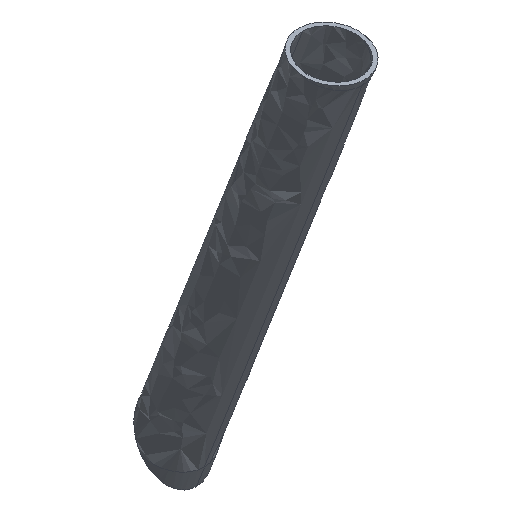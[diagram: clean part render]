
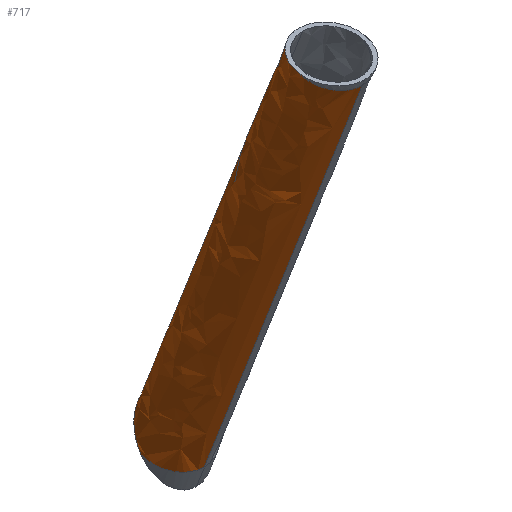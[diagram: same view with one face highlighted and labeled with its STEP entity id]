
A CAD part, isometric view. The second image highlights one B-rep face of the part: STEP entity #717.
In plain terms, the highlighted free-form (B-spline) face has degree [5, 4] with [6, 5] control points.
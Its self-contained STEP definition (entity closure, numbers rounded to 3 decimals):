
#57=CARTESIAN_POINT('Axis2P3D Location',(-2165.,-297.,140.48)) ;
#61=CARTESIAN_POINT('Vertex',(-2165.,-308.664,135.985)) ;
#63=CARTESIAN_POINT('Vertex',(-2177.5,-297.,140.48)) ;
#134=CARTESIAN_POINT('Vertex',(-2165.,-284.453,142.684)) ;
#138=CARTESIAN_POINT('Control Point',(-2165.,-284.453,142.684)) ;
#139=CARTESIAN_POINT('Control Point',(-2166.115,-284.453,142.684)) ;
#140=CARTESIAN_POINT('Control Point',(-2167.244,-284.578,142.662)) ;
#141=CARTESIAN_POINT('Control Point',(-2168.367,-284.834,142.617)) ;
#142=CARTESIAN_POINT('Control Point',(-2170.527,-285.6,142.483)) ;
#143=CARTESIAN_POINT('Control Point',(-2172.484,-286.852,142.263)) ;
#144=CARTESIAN_POINT('Control Point',(-2173.381,-287.584,142.134)) ;
#145=CARTESIAN_POINT('Control Point',(-2174.993,-289.244,141.843)) ;
#146=CARTESIAN_POINT('Control Point',(-2176.194,-291.237,141.492)) ;
#147=CARTESIAN_POINT('Control Point',(-2176.676,-292.3,141.306)) ;
#148=CARTESIAN_POINT('Control Point',(-2177.185,-293.882,141.028)) ;
#149=CARTESIAN_POINT('Control Point',(-2177.427,-295.519,140.74)) ;
#150=CARTESIAN_POINT('Control Point',(-2177.476,-296.011,140.654)) ;
#151=CARTESIAN_POINT('Control Point',(-2177.5,-296.506,140.567)) ;
#152=CARTESIAN_POINT('Control Point',(-2177.5,-297.,140.48)) ;
#412=CARTESIAN_POINT('Vertex',(-2165.,-228.421,-2.72)) ;
#458=CARTESIAN_POINT('Vertex',(-2177.5,-237.,-15.22)) ;
#462=CARTESIAN_POINT('Control Point',(-2165.,-228.421,-2.72)) ;
#463=CARTESIAN_POINT('Control Point',(-2165.875,-228.421,-2.72)) ;
#464=CARTESIAN_POINT('Control Point',(-2166.759,-228.473,-2.797)) ;
#465=CARTESIAN_POINT('Control Point',(-2167.637,-228.581,-2.953)) ;
#466=CARTESIAN_POINT('Control Point',(-2169.079,-228.85,-3.345)) ;
#467=CARTESIAN_POINT('Control Point',(-2170.433,-229.257,-3.939)) ;
#468=CARTESIAN_POINT('Control Point',(-2170.962,-229.443,-4.21)) ;
#469=CARTESIAN_POINT('Control Point',(-2172.007,-229.866,-4.825)) ;
#470=CARTESIAN_POINT('Control Point',(-2172.956,-230.363,-5.55)) ;
#471=CARTESIAN_POINT('Control Point',(-2173.416,-230.636,-5.948)) ;
#472=CARTESIAN_POINT('Control Point',(-2174.557,-231.401,-7.063)) ;
#473=CARTESIAN_POINT('Control Point',(-2175.488,-232.262,-8.317)) ;
#474=CARTESIAN_POINT('Control Point',(-2175.983,-232.827,-9.14)) ;
#475=CARTESIAN_POINT('Control Point',(-2176.788,-233.977,-10.815)) ;
#476=CARTESIAN_POINT('Control Point',(-2177.266,-235.186,-12.576)) ;
#477=CARTESIAN_POINT('Control Point',(-2177.422,-235.787,-13.453)) ;
#478=CARTESIAN_POINT('Control Point',(-2177.5,-236.394,-14.337)) ;
#479=CARTESIAN_POINT('Control Point',(-2177.5,-237.,-15.22)) ;
#540=CARTESIAN_POINT('Vertex',(-2165.,-248.664,-19.715)) ;
#543=CARTESIAN_POINT('Axis2P3D Location',(-2165.,-237.,-15.22)) ;
#654=CARTESIAN_POINT('Control Point',(-2165.,-284.453,142.684)) ;
#655=CARTESIAN_POINT('Control Point',(-2165.,-273.247,113.603)) ;
#656=CARTESIAN_POINT('Control Point',(-2165.,-262.04,84.521)) ;
#657=CARTESIAN_POINT('Control Point',(-2165.,-250.835,55.445)) ;
#658=CARTESIAN_POINT('Control Point',(-2165.,-239.628,26.361)) ;
#659=CARTESIAN_POINT('Control Point',(-2165.,-228.421,-2.72)) ;
#662=CARTESIAN_POINT('Control Point',(-2165.,-308.664,135.985)) ;
#663=CARTESIAN_POINT('Control Point',(-2165.,-296.664,104.845)) ;
#664=CARTESIAN_POINT('Control Point',(-2165.,-284.663,73.703)) ;
#665=CARTESIAN_POINT('Control Point',(-2165.,-272.666,42.569)) ;
#666=CARTESIAN_POINT('Control Point',(-2165.,-260.664,11.425)) ;
#667=CARTESIAN_POINT('Control Point',(-2165.,-248.664,-19.715)) ;
#679=CARTESIAN_POINT('Control Point',(-2165.,-308.664,135.985)) ;
#680=CARTESIAN_POINT('Control Point',(-2177.5,-308.664,135.985)) ;
#681=CARTESIAN_POINT('Control Point',(-2183.75,-297.,140.48)) ;
#682=CARTESIAN_POINT('Control Point',(-2177.5,-285.336,144.975)) ;
#683=CARTESIAN_POINT('Control Point',(-2165.,-285.336,144.975)) ;
#684=CARTESIAN_POINT('Control Point',(-2165.,-296.664,104.845)) ;
#685=CARTESIAN_POINT('Control Point',(-2177.5,-296.664,104.845)) ;
#686=CARTESIAN_POINT('Control Point',(-2183.75,-285.,109.34)) ;
#687=CARTESIAN_POINT('Control Point',(-2177.5,-273.336,113.835)) ;
#688=CARTESIAN_POINT('Control Point',(-2165.,-273.336,113.835)) ;
#689=CARTESIAN_POINT('Control Point',(-2165.,-284.663,73.703)) ;
#690=CARTESIAN_POINT('Control Point',(-2177.5,-284.663,73.703)) ;
#691=CARTESIAN_POINT('Control Point',(-2183.75,-272.999,78.198)) ;
#692=CARTESIAN_POINT('Control Point',(-2177.5,-261.335,82.693)) ;
#693=CARTESIAN_POINT('Control Point',(-2165.,-261.335,82.693)) ;
#694=CARTESIAN_POINT('Control Point',(-2165.,-272.666,42.569)) ;
#695=CARTESIAN_POINT('Control Point',(-2177.5,-272.666,42.569)) ;
#696=CARTESIAN_POINT('Control Point',(-2183.75,-261.002,47.064)) ;
#697=CARTESIAN_POINT('Control Point',(-2177.5,-249.338,51.559)) ;
#698=CARTESIAN_POINT('Control Point',(-2165.,-249.338,51.559)) ;
#699=CARTESIAN_POINT('Control Point',(-2165.,-260.664,11.425)) ;
#700=CARTESIAN_POINT('Control Point',(-2177.5,-260.664,11.425)) ;
#701=CARTESIAN_POINT('Control Point',(-2183.75,-249.,15.92)) ;
#702=CARTESIAN_POINT('Control Point',(-2177.5,-237.336,20.415)) ;
#703=CARTESIAN_POINT('Control Point',(-2165.,-237.336,20.415)) ;
#704=CARTESIAN_POINT('Control Point',(-2165.,-248.664,-19.715)) ;
#705=CARTESIAN_POINT('Control Point',(-2177.5,-248.664,-19.715)) ;
#706=CARTESIAN_POINT('Control Point',(-2183.75,-237.,-15.22)) ;
#707=CARTESIAN_POINT('Control Point',(-2177.5,-225.336,-10.725)) ;
#708=CARTESIAN_POINT('Control Point',(-2165.,-225.336,-10.725)) ;
#58=DIRECTION('Axis2P3D Direction',(0.,0.36,-0.933)) ;
#544=DIRECTION('Axis2P3D Direction',(0.,0.36,-0.933)) ;
#59=AXIS2_PLACEMENT_3D('Circle Axis2P3D',#57,#58,$) ;
#545=AXIS2_PLACEMENT_3D('Circle Axis2P3D',#543,#544,$) ;
#710=ORIENTED_EDGE('',*,*,#480,.T.) ;
#711=ORIENTED_EDGE('',*,*,#547,.F.) ;
#712=ORIENTED_EDGE('',*,*,#668,.F.) ;
#713=ORIENTED_EDGE('',*,*,#65,.T.) ;
#714=ORIENTED_EDGE('',*,*,#153,.F.) ;
#715=ORIENTED_EDGE('',*,*,#660,.T.) ;
#717=ADVANCED_FACE('Corps principal',(#716),#678,.F.) ;
#137=B_SPLINE_CURVE_WITH_KNOTS('',5,(#138,#139,#140,#141,#142,#143,#144,#145,#146,#147,#148,#149,#150,#151,#152),.UNSPECIFIED.,.F.,.U.,(6,3,3,3,6),(0.,8.332,16.471,24.585,28.046),.UNSPECIFIED.) ;
#461=B_SPLINE_CURVE_WITH_KNOTS('',5,(#462,#463,#464,#465,#466,#467,#468,#469,#470,#471,#472,#473,#474,#475,#476,#477,#478,#479),.UNSPECIFIED.,.F.,.U.,(6,3,3,3,3,6),(0.,6.539,10.975,15.663,23.398,30.842),.UNSPECIFIED.) ;
#60=CIRCLE('generated circle',#59,12.5) ;
#546=CIRCLE('generated circle',#545,12.5) ;
#65=EDGE_CURVE('',#62,#64,#60,.T.) ;
#153=EDGE_CURVE('',#135,#64,#137,.T.) ;
#480=EDGE_CURVE('',#413,#459,#461,.T.) ;
#547=EDGE_CURVE('',#541,#459,#546,.T.) ;
#660=EDGE_CURVE('',#135,#413,#653,.T.) ;
#668=EDGE_CURVE('',#62,#541,#661,.T.) ;
#709=EDGE_LOOP('',(#710,#711,#712,#713,#714,#715)) ;
#716=FACE_OUTER_BOUND('',#709,.T.) ;
#62=VERTEX_POINT('',#61) ;
#64=VERTEX_POINT('',#63) ;
#135=VERTEX_POINT('',#134) ;
#413=VERTEX_POINT('',#412) ;
#459=VERTEX_POINT('',#458) ;
#541=VERTEX_POINT('',#540) ;
#653=(BOUNDED_CURVE()B_SPLINE_CURVE(5,(#654,#655,#656,#657,#658,#659),.UNSPECIFIED.,.F.,.U.)B_SPLINE_CURVE_WITH_KNOTS((6,6),(2.455,158.282),.UNSPECIFIED.)CURVE()GEOMETRIC_REPRESENTATION_ITEM()RATIONAL_B_SPLINE_CURVE((1.,1.,1.,1.,1.,1.))REPRESENTATION_ITEM('')) ;
#661=(BOUNDED_CURVE()B_SPLINE_CURVE(5,(#662,#663,#664,#665,#666,#667),.UNSPECIFIED.,.F.,.U.)B_SPLINE_CURVE_WITH_KNOTS((6,6),(0.,166.861),.UNSPECIFIED.)CURVE()GEOMETRIC_REPRESENTATION_ITEM()RATIONAL_B_SPLINE_CURVE((1.,1.,1.,1.,1.,1.))REPRESENTATION_ITEM('')) ;
#678=(BOUNDED_SURFACE()B_SPLINE_SURFACE(5,4,((#679,#680,#681,#682,#683),(#684,#685,#686,#687,#688),(#689,#690,#691,#692,#693),(#694,#695,#696,#697,#698),(#699,#700,#701,#702,#703),(#704,#705,#706,#707,#708)),.UNSPECIFIED.,.F.,.F.,.U.)B_SPLINE_SURFACE_WITH_KNOTS((6,6),(5,5),(0.,166.861),(39.27,78.54),.UNSPECIFIED.)GEOMETRIC_REPRESENTATION_ITEM()RATIONAL_B_SPLINE_SURFACE(((1.,0.707,0.667,0.707,1.),(1.,0.707,0.667,0.707,1.),(1.,0.707,0.667,0.707,1.),(1.,0.707,0.667,0.707,1.),(1.,0.707,0.667,0.707,1.),(1.,0.707,0.667,0.707,1.)))REPRESENTATION_ITEM('Rational BSpline Surface')SURFACE()) ;
